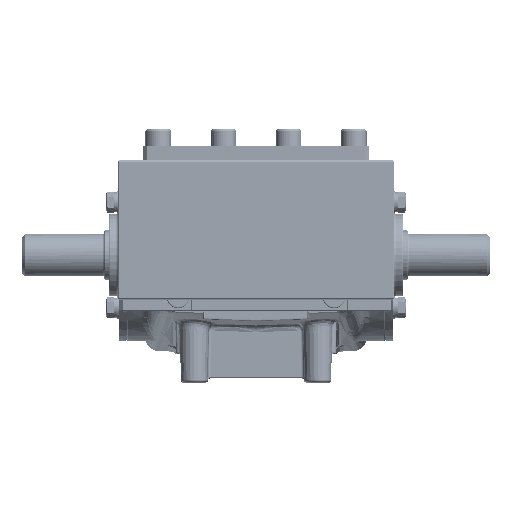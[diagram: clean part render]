
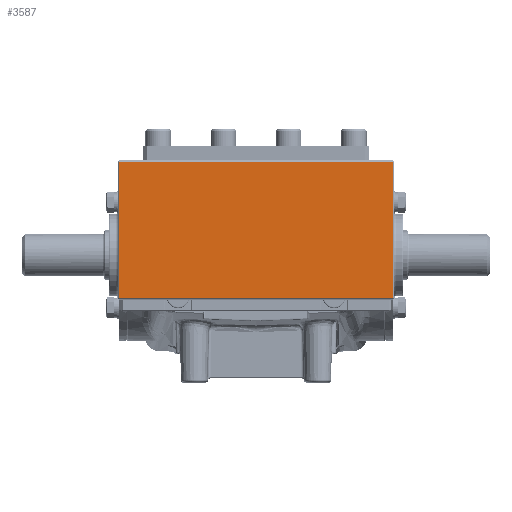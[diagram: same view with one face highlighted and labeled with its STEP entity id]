
A CAD part, top view. The second image highlights one B-rep face of the part: STEP entity #3587.
In plain terms, the highlighted planar face has unit normal (0, 0, 1).
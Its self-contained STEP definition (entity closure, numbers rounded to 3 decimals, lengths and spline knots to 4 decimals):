
#3587 = ADVANCED_FACE ( 'NONE', ( #187313 ), #223102, .T. ) ;
#4367 = CARTESIAN_POINT ( 'NONE',  ( 3.7992, -1.2205, 14.3307 ) ) ;
#9664 = DIRECTION ( 'NONE',  ( 1., 0., 0. ) ) ;
#46247 = CARTESIAN_POINT ( 'NONE',  ( -3.8386, 2.5591, 14.3307 ) ) ;
#47045 = ORIENTED_EDGE ( 'NONE', *, *, #96814, .T. ) ;
#47883 = VERTEX_POINT ( 'NONE', #69965 ) ;
#52788 = EDGE_CURVE ( 'NONE', #182366, #47883, #174895, .T. ) ;
#58763 = CARTESIAN_POINT ( 'NONE',  ( 3.7992, 2.5591, 14.3307 ) ) ;
#69965 = CARTESIAN_POINT ( 'NONE',  ( -3.7992, 2.5591, 14.3307 ) ) ;
#71472 = DIRECTION ( 'NONE',  ( 0., 1., 0. ) ) ;
#84421 = VECTOR ( 'NONE', #189281, 39.3701 ) ;
#84596 = CARTESIAN_POINT ( 'NONE',  ( 3.8386, -1.2205, 14.3307 ) ) ;
#89000 = ORIENTED_EDGE ( 'NONE', *, *, #52788, .T. ) ;
#96814 = EDGE_CURVE ( 'NONE', #143580, #182366, #197848, .T. ) ;
#99064 = CARTESIAN_POINT ( 'NONE',  ( -3.8386, 2.5984, 14.3307 ) ) ;
#99205 = EDGE_CURVE ( 'NONE', #47883, #160552, #157936, .T. ) ;
#103543 = EDGE_LOOP ( 'NONE', ( #220634, #47045, #89000, #184012 ) ) ;
#104210 = CARTESIAN_POINT ( 'NONE',  ( -3.7992, -1.2205, 14.3307 ) ) ;
#121562 = DIRECTION ( 'NONE',  ( 1., 0., 0. ) ) ;
#138051 = AXIS2_PLACEMENT_3D ( 'NONE', #99064, #224267, #9664 ) ;
#139303 = EDGE_CURVE ( 'NONE', #160552, #143580, #231185, .T. ) ;
#143580 = VERTEX_POINT ( 'NONE', #4367 ) ;
#157936 = LINE ( 'NONE', #193696, #235115 ) ;
#160552 = VERTEX_POINT ( 'NONE', #104210 ) ;
#169622 = VECTOR ( 'NONE', #71472, 39.3701 ) ;
#174895 = LINE ( 'NONE', #46247, #84421 ) ;
#175791 = DIRECTION ( 'NONE',  ( 0., -1., 0. ) ) ;
#179843 = VECTOR ( 'NONE', #121562, 39.3701 ) ;
#182366 = VERTEX_POINT ( 'NONE', #58763 ) ;
#184012 = ORIENTED_EDGE ( 'NONE', *, *, #99205, .T. ) ;
#187313 = FACE_OUTER_BOUND ( 'NONE', #103543, .T. ) ;
#189281 = DIRECTION ( 'NONE',  ( -1., 0., 0. ) ) ;
#193696 = CARTESIAN_POINT ( 'NONE',  ( -3.7992, -1.2598, 14.3307 ) ) ;
#197848 = LINE ( 'NONE', #232427, #169622 ) ;
#220634 = ORIENTED_EDGE ( 'NONE', *, *, #139303, .T. ) ;
#223102 = PLANE ( 'NONE',  #138051 ) ;
#224267 = DIRECTION ( 'NONE',  ( 0., 0., 1. ) ) ;
#231185 = LINE ( 'NONE', #84596, #179843 ) ;
#232427 = CARTESIAN_POINT ( 'NONE',  ( 3.7992, 2.5984, 14.3307 ) ) ;
#235115 = VECTOR ( 'NONE', #175791, 39.3701 ) ;
